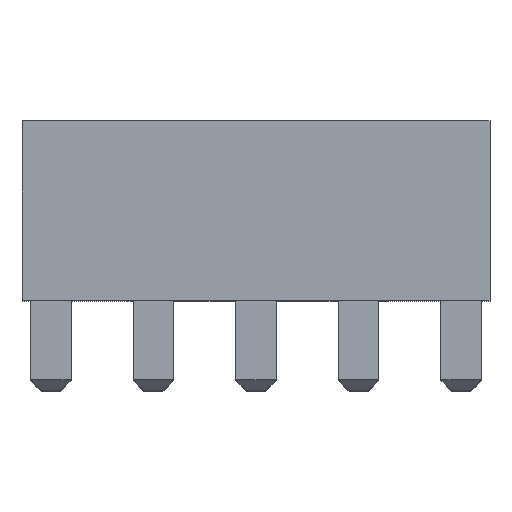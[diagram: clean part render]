
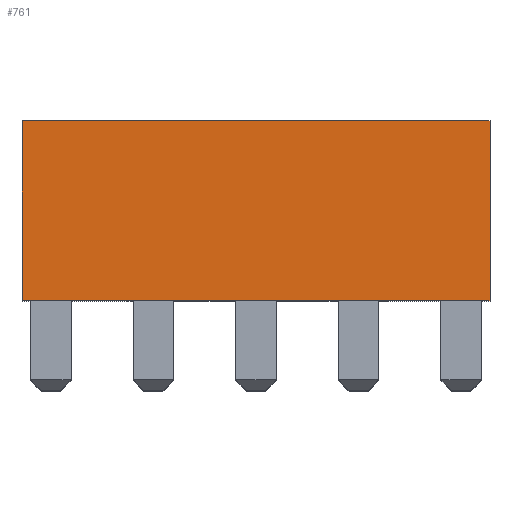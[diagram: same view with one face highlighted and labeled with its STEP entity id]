
A CAD part, top view. The second image highlights one B-rep face of the part: STEP entity #761.
In plain terms, the highlighted planar face has unit normal (0, 0, 1).
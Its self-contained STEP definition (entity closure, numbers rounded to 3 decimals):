
#308 = EDGE_CURVE ( 'NONE', #3754, #3756, #1602, .T. ) ;
#571 = LINE ( 'NONE', #572, #2072 ) ;
#572 = CARTESIAN_POINT ( 'NONE',  ( -6.5, 5., 6.5 ) ) ;
#573 = DIRECTION ( 'NONE',  ( 0., -1., 0. ) ) ;
#696 = LINE ( 'NONE', #697, #2103 ) ;
#697 = CARTESIAN_POINT ( 'NONE',  ( 6.5, 5., 6.5 ) ) ;
#698 = DIRECTION ( 'NONE',  ( 0., -1., 0. ) ) ;
#699 = LINE ( 'NONE', #701, #2104 ) ;
#701 = CARTESIAN_POINT ( 'NONE',  ( -6.5, 5., 6.5 ) ) ;
#702 = DIRECTION ( 'NONE',  ( 1., 0., 0. ) ) ;
#761 = ADVANCED_FACE ( 'NONE', ( #3879 ), #3880, .F. ) ;
#1045 = CARTESIAN_POINT ( 'NONE',  ( -6.5, 5., 6.5 ) ) ;
#1046 = CARTESIAN_POINT ( 'NONE',  ( 6.5, 5., 6.5 ) ) ;
#1083 = CARTESIAN_POINT ( 'NONE',  ( -6.5, 0., 6.5 ) ) ;
#1085 = CARTESIAN_POINT ( 'NONE',  ( 6.5, 0., 6.5 ) ) ;
#1588 = DIRECTION ( 'NONE',  ( 1., 0., 0. ) ) ;
#1590 = CARTESIAN_POINT ( 'NONE',  ( -6.5, 0., 6.5 ) ) ;
#1602 = LINE ( 'NONE', #1590, #3047 ) ;
#2012 = ORIENTED_EDGE ( 'NONE', *, *, #2247, .T. ) ;
#2013 = ORIENTED_EDGE ( 'NONE', *, *, #2877, .F. ) ;
#2014 = ORIENTED_EDGE ( 'NONE', *, *, #2876, .F. ) ;
#2015 = ORIENTED_EDGE ( 'NONE', *, *, #308, .T. ) ;
#2072 = VECTOR ( 'NONE', #573, 1000. ) ;
#2103 = VECTOR ( 'NONE', #698, 1000. ) ;
#2104 = VECTOR ( 'NONE', #702, 1000. ) ;
#2247 = EDGE_CURVE ( 'NONE', #3716, #3754, #571, .T. ) ;
#2876 = EDGE_CURVE ( 'NONE', #3717, #3756, #696, .T. ) ;
#2877 = EDGE_CURVE ( 'NONE', #3716, #3717, #699, .T. ) ;
#2972 = AXIS2_PLACEMENT_3D ( 'NONE', #3871, #3882, #3883 ) ;
#3047 = VECTOR ( 'NONE', #1588, 1000. ) ;
#3216 = EDGE_LOOP ( 'NONE', ( #2015, #2014, #2013, #2012 ) ) ;
#3716 = VERTEX_POINT ( 'NONE', #1045 ) ;
#3717 = VERTEX_POINT ( 'NONE', #1046 ) ;
#3754 = VERTEX_POINT ( 'NONE', #1083 ) ;
#3756 = VERTEX_POINT ( 'NONE', #1085 ) ;
#3871 = CARTESIAN_POINT ( 'NONE',  ( -6.5, 5., 6.5 ) ) ;
#3879 = FACE_OUTER_BOUND ( 'NONE', #3216, .T. ) ;
#3880 = PLANE ( 'NONE',  #2972 ) ;
#3882 = DIRECTION ( 'NONE',  ( 0., 0., -1. ) ) ;
#3883 = DIRECTION ( 'NONE',  ( -1., 0., 0. ) ) ;
